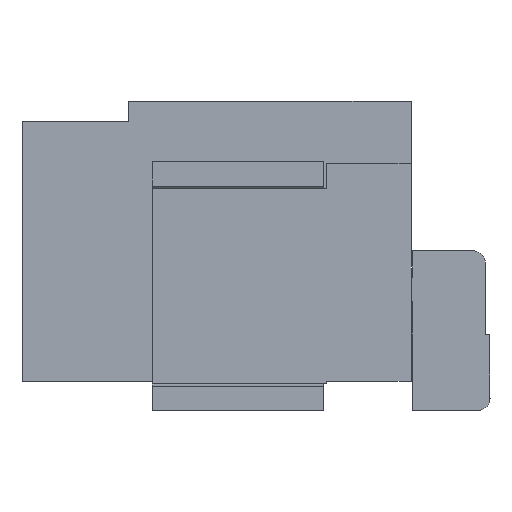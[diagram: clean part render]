
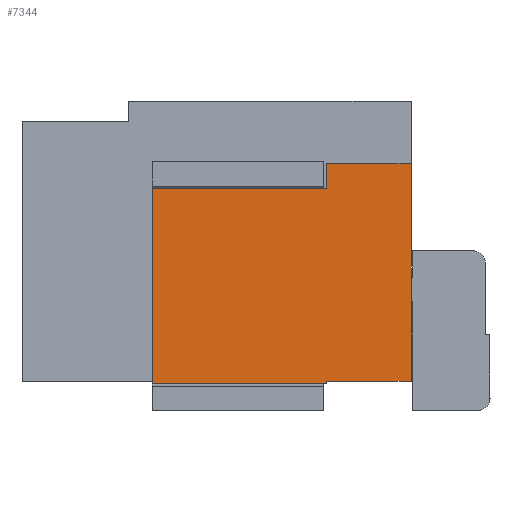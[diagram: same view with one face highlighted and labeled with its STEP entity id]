
A CAD part, left-side view. The second image highlights one B-rep face of the part: STEP entity #7344.
In plain terms, the highlighted planar face has unit normal (-1, 0, 0).
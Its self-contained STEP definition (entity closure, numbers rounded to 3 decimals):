
#1604=ORIENTED_EDGE('',*,*,#2720,.F.);
#1605=ORIENTED_EDGE('',*,*,#3186,.F.);
#1606=ORIENTED_EDGE('',*,*,#3187,.T.);
#1607=ORIENTED_EDGE('',*,*,#3188,.F.);
#1608=ORIENTED_EDGE('',*,*,#3189,.F.);
#1609=ORIENTED_EDGE('',*,*,#3190,.T.);
#1610=ORIENTED_EDGE('',*,*,#3191,.T.);
#1611=ORIENTED_EDGE('',*,*,#2741,.T.);
#2720=EDGE_CURVE('',#3758,#3759,#4477,.T.);
#2741=EDGE_CURVE('',#3776,#3759,#4498,.T.);
#3186=EDGE_CURVE('',#4052,#3758,#4911,.T.);
#3187=EDGE_CURVE('',#4052,#4053,#4912,.T.);
#3188=EDGE_CURVE('',#4054,#4053,#4913,.T.);
#3189=EDGE_CURVE('',#4055,#4054,#4914,.T.);
#3190=EDGE_CURVE('',#4055,#4056,#4915,.T.);
#3191=EDGE_CURVE('',#4056,#3776,#4916,.T.);
#3758=VERTEX_POINT('',#12817);
#3759=VERTEX_POINT('',#12819);
#3776=VERTEX_POINT('',#12858);
#4052=VERTEX_POINT('',#13760);
#4053=VERTEX_POINT('',#13764);
#4054=VERTEX_POINT('',#13766);
#4055=VERTEX_POINT('',#13768);
#4056=VERTEX_POINT('',#13770);
#4477=LINE('',#12818,#5222);
#4498=LINE('',#12857,#5243);
#4911=LINE('',#13761,#5656);
#4912=LINE('',#13763,#5657);
#4913=LINE('',#13765,#5658);
#4914=LINE('',#13767,#5659);
#4915=LINE('',#13769,#5660);
#4916=LINE('',#13771,#5661);
#5222=VECTOR('',#11109,1000.);
#5243=VECTOR('',#11132,1000.);
#5656=VECTOR('',#11973,1000.);
#5657=VECTOR('',#11976,1000.);
#5658=VECTOR('',#11977,1000.);
#5659=VECTOR('',#11978,1000.);
#5660=VECTOR('',#11979,1000.);
#5661=VECTOR('',#11980,1000.);
#6071=EDGE_LOOP('',(#1604,#1605,#1606,#1607,#1608,#1609,#1610,#1611));
#6534=FACE_BOUND('',#6071,.T.);
#6957=PLANE('',#10688);
#7344=ADVANCED_FACE('',(#6534),#6957,.T.);
#10688=AXIS2_PLACEMENT_3D('',#13762,#11974,#11975);
#11109=DIRECTION('',(0.,0.,-1.));
#11132=DIRECTION('',(0.,-1.,0.));
#11973=DIRECTION('',(0.,-1.,0.));
#11974=DIRECTION('',(-1.,0.,0.));
#11975=DIRECTION('',(0.,0.,1.));
#11976=DIRECTION('',(0.,0.,-1.));
#11977=DIRECTION('',(0.,-1.,0.));
#11978=DIRECTION('',(0.,0.,1.));
#11979=DIRECTION('',(0.,-1.,0.));
#11980=DIRECTION('',(0.,0.,1.));
#12817=CARTESIAN_POINT('',(-7.664,0.457,2.823));
#12818=CARTESIAN_POINT('',(-7.664,0.457,2.823));
#12819=CARTESIAN_POINT('',(-7.664,0.457,0.334));
#12857=CARTESIAN_POINT('',(-7.664,1.422,0.334));
#12858=CARTESIAN_POINT('',(-7.664,1.422,0.334));
#13760=CARTESIAN_POINT('',(-7.664,1.422,2.823));
#13761=CARTESIAN_POINT('',(-7.664,1.422,2.823));
#13762=CARTESIAN_POINT('',(-7.664,1.422,2.823));
#13763=CARTESIAN_POINT('',(-7.664,1.422,2.823));
#13764=CARTESIAN_POINT('',(-7.664,1.422,2.54));
#13765=CARTESIAN_POINT('',(-7.664,3.416,2.54));
#13766=CARTESIAN_POINT('',(-7.664,3.416,2.54));
#13767=CARTESIAN_POINT('',(-7.664,3.416,2.54));
#13768=CARTESIAN_POINT('',(-7.664,3.416,0.305));
#13769=CARTESIAN_POINT('',(-7.664,3.416,0.305));
#13770=CARTESIAN_POINT('',(-7.664,1.422,0.305));
#13771=CARTESIAN_POINT('',(-7.664,1.422,2.54));
